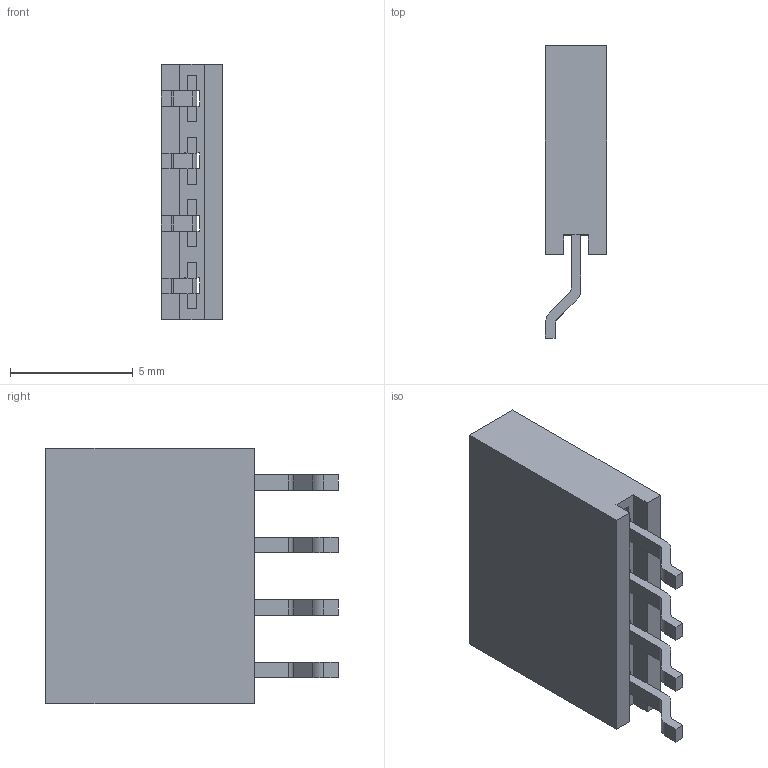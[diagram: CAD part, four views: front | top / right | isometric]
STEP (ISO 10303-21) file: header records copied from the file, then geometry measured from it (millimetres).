
FILE_DESCRIPTION((''),'2;1');
FILE_NAME('M20-7910442_ASM','2016-08-09T',('mperren'),(''),'CREO PARAMETRIC BY PTC INC, 2016050','CREO PARAMETRIC BY PTC INC, 2016050','');
FILE_SCHEMA(('CONFIG_CONTROL_DESIGN'));
Length unit declared in the file: millimetre
Products named in the file (3): M20-79104_MOULD; M20-79X_CONTACT; M20-7910442_ASM
Assembly tree (5 placements, depth 2):
  M20-7910442_ASM
    M20-79104_MOULD
    M20-79X_CONTACT  x4
Bounding box: 2.5 x 11.9 x 10.41 mm (x, y, z)
Volume: 201.6 mm3; surface area: 570.7 mm2
Topology: 5 solids, 5 shells, 190 faces, 512 edges, 336 vertices
Faces by surface type: plane 154, cylinder 36
Entity records: 4317 total; most frequent: CARTESIAN_POINT 569, ORIENTED_EDGE 556, DIRECTION 518, PRESENTATION_STYLE_ASSIGNMENT 294, STYLED_ITEM 281, CURVE_STYLE 278, EDGE_CURVE 278, VECTOR 260
